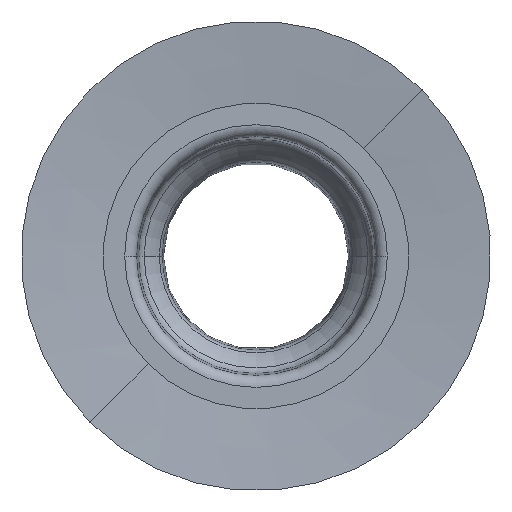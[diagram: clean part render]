
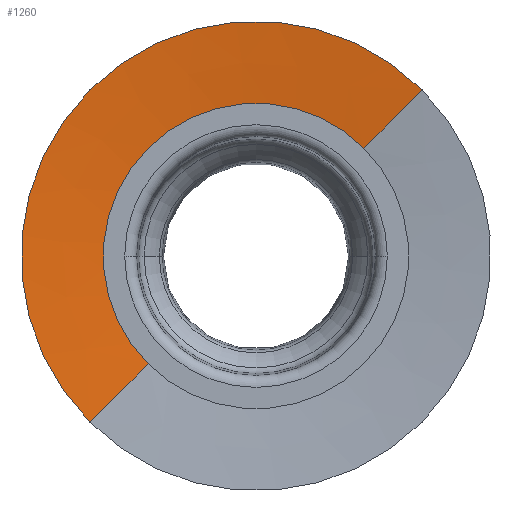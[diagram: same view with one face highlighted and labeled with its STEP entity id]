
A CAD part, top view. The second image highlights one B-rep face of the part: STEP entity #1260.
In plain terms, the highlighted conical face has half-angle 84.289 degrees and reference radius 4.95 mm.
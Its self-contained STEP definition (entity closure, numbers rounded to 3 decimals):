
#22=DIRECTION('',(-0.704,-0.704,0.1));
#23=VECTOR('',#22,2.11);
#24=CARTESIAN_POINT('',(-2.758,-2.758,-0.21));
#25=LINE('',#24,#23);
#31=DIRECTION('',(0.704,0.704,0.1));
#32=VECTOR('',#31,2.11);
#33=CARTESIAN_POINT('',(2.758,2.758,-0.21));
#34=LINE('',#33,#32);
#161=CARTESIAN_POINT('',(0.,0.,
0.));
#162=DIRECTION('',(0.,0.,-1.));
#163=DIRECTION('',(-0.707,-0.707,0.));
#164=AXIS2_PLACEMENT_3D('',#161,#162,#163);
#166=CARTESIAN_POINT('',(0.,0.,-0.21));
#167=DIRECTION('',(0.,0.,1.));
#168=DIRECTION('',(0.707,0.707,0.));
#169=AXIS2_PLACEMENT_3D('',#166,#167,#168);
#773=CARTESIAN_POINT('',(2.758,2.758,-0.21));
#774=CARTESIAN_POINT('',(-2.758,-2.758,-0.21));
#775=VERTEX_POINT('',#773);
#776=VERTEX_POINT('',#774);
#781=CARTESIAN_POINT('',(-4.243,-4.243,
0.));
#782=CARTESIAN_POINT('',(4.243,4.243,0.));
#783=VERTEX_POINT('',#781);
#784=VERTEX_POINT('',#782);
#1248=CARTESIAN_POINT('',(0.,0.,
-0.105));
#1249=DIRECTION('',(0.,0.,1.));
#1250=DIRECTION('',(0.707,0.707,0.));
#1251=AXIS2_PLACEMENT_3D('',#1248,#1249,#1250);
#1252=CONICAL_SURFACE('',#1251,4.95,84.289);
#1254=ORIENTED_EDGE('',*,*,#1253,.T.);
#1255=ORIENTED_EDGE('',*,*,#836,.F.);
#1256=ORIENTED_EDGE('',*,*,#1225,.T.);
#1257=ORIENTED_EDGE('',*,*,#832,.T.);
#1258=EDGE_LOOP('',(#1254,#1255,#1256,#1257));
#1259=FACE_OUTER_BOUND('',#1258,.F.);
#165=CIRCLE('',#164,6.);
#170=CIRCLE('',#169,3.9);
#832=EDGE_CURVE('',#776,#783,#25,.T.);
#836=EDGE_CURVE('',#775,#784,#34,.T.);
#1225=EDGE_CURVE('',#775,#776,#170,.T.);
#1253=EDGE_CURVE('',#783,#784,#165,.T.);
#1260=ADVANCED_FACE('',(#1259),#1252,.F.);
